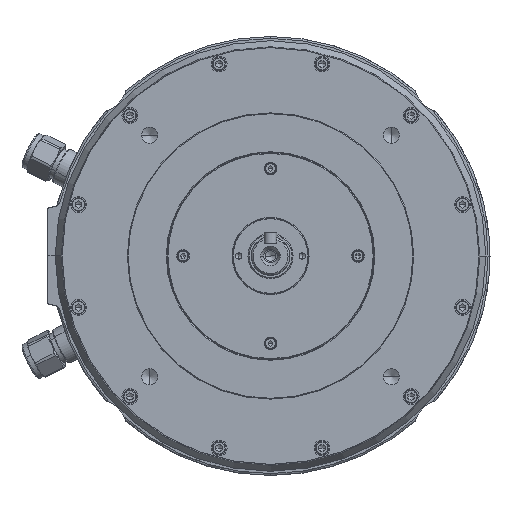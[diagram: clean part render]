
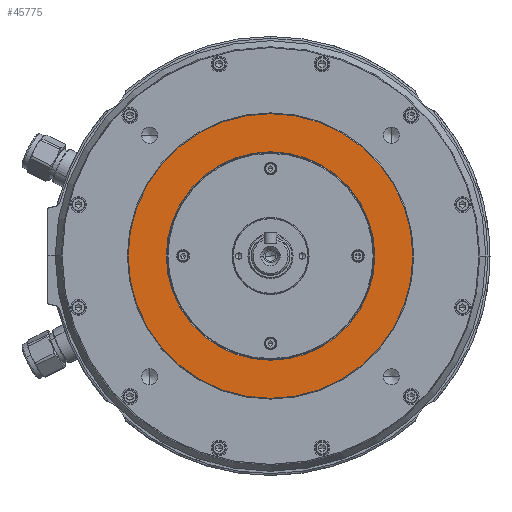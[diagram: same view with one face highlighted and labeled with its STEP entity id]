
A CAD part, left-side view. The second image highlights one B-rep face of the part: STEP entity #45775.
In plain terms, the highlighted planar face has unit normal (-1, 0, 0).
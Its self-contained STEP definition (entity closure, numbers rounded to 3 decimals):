
#10962=CARTESIAN_POINT('',(-22.1,-65.5,0.));
#10963=VERTEX_POINT('',#10962);
#10978=CARTESIAN_POINT('',(-22.1,65.5,0.));
#10979=VERTEX_POINT('',#10978);
#10986=CARTESIAN_POINT('',(-22.1,0.,0.));
#10987=DIRECTION('',(-1.0,0.0,0.0));
#10988=DIRECTION('',(0.0,-1.0,0.0));
#10989=AXIS2_PLACEMENT_3D('',#10986,#10987,#10988);
#10990=CIRCLE('',#10989,65.5);
#10991=EDGE_CURVE('',#10979,#10963,#10990,.T.);
#11001=CARTESIAN_POINT('',(-22.1,-89.5,0.));
#11002=VERTEX_POINT('',#11001);
#11011=CARTESIAN_POINT('',(-22.1,89.5,0.));
#11012=VERTEX_POINT('',#11011);
#11013=CARTESIAN_POINT('',(-22.1,0.,0.));
#11014=DIRECTION('',(1.0,0.0,0.0));
#11015=DIRECTION('',(0.0,-1.0,0.0));
#11016=AXIS2_PLACEMENT_3D('',#11013,#11014,#11015);
#11017=CIRCLE('',#11016,89.5);
#11018=EDGE_CURVE('',#11002,#11012,#11017,.T.);
#45746=CARTESIAN_POINT('',(-22.1,0.,0.));
#45747=DIRECTION('',(1.0,0.0,0.0));
#45748=DIRECTION('',(0.0,-1.0,0.0));
#45749=AXIS2_PLACEMENT_3D('',#45746,#45747,#45748);
#45750=CIRCLE('',#45749,89.5);
#45751=EDGE_CURVE('',#11012,#11002,#45750,.T.);
#45756=CARTESIAN_POINT('',(-22.1,0.,0.));
#45757=DIRECTION('',(1.0,0.0,0.0));
#45758=DIRECTION('',(0.0,-1.0,0.0));
#45759=AXIS2_PLACEMENT_3D('',#45756,#45757,#45758);
#45760=PLANE('',#45759);
#45761=ORIENTED_EDGE('',*,*,#45751,.F.);
#45762=ORIENTED_EDGE('',*,*,#11018,.F.);
#45763=EDGE_LOOP('',(#45761,#45762));
#45764=FACE_OUTER_BOUND('',#45763,.T.);
#45765=ORIENTED_EDGE('',*,*,#10991,.F.);
#45766=CARTESIAN_POINT('',(-22.1,0.,0.));
#45767=DIRECTION('',(-1.0,0.0,0.0));
#45768=DIRECTION('',(0.0,-1.0,0.0));
#45769=AXIS2_PLACEMENT_3D('',#45766,#45767,#45768);
#45770=CIRCLE('',#45769,65.5);
#45771=EDGE_CURVE('',#10963,#10979,#45770,.T.);
#45772=ORIENTED_EDGE('',*,*,#45771,.F.);
#45773=EDGE_LOOP('',(#45765,#45772));
#45774=FACE_BOUND('',#45773,.T.);
#45775=ADVANCED_FACE('',(#45764,#45774),#45760,.F.);
